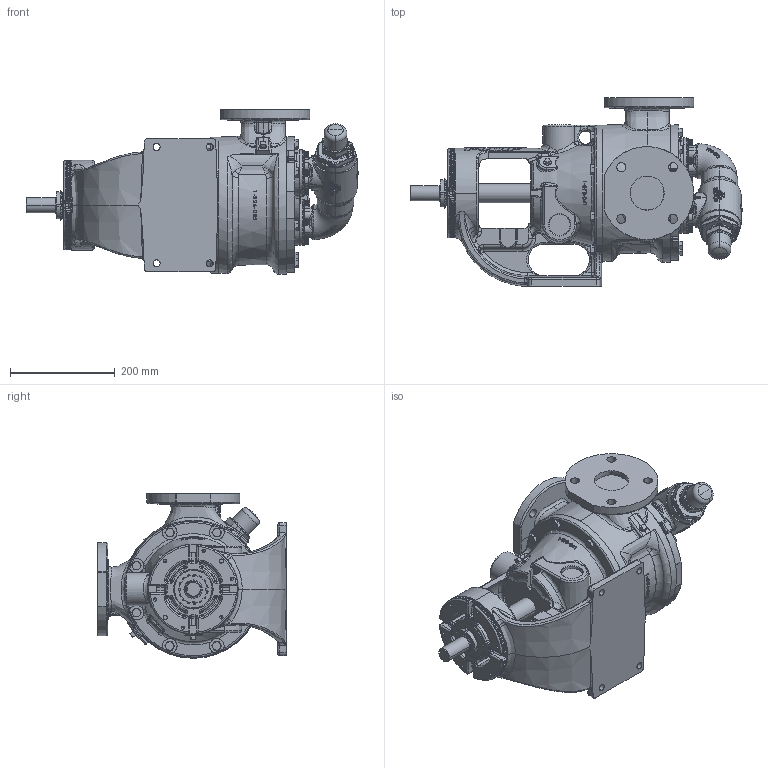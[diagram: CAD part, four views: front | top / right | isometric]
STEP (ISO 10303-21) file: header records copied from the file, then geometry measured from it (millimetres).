
FILE_DESCRIPTION (( 'STEP AP214' ), '1' );
FILE_NAME ('LQ224A.STEP', '2016-10-10T16:47:27', ( '' ), ( '' ), 'SwSTEP 2.0', 'SolidWorks 2015', '' );
FILE_SCHEMA (( 'AUTOMOTIVE_DESIGN' ));
Length unit declared in the file: inch
Products named in the file (2): LQ224A
Bounding box: 634.87 x 360.43 x 314.82 mm (x, y, z)
Volume: 16895769.5 mm3; surface area: 880672.9 mm2
Topology: 1 solids, 1 shells, 4350 faces, 11220 edges, 6938 vertices
Faces by surface type: plane 1402, bspline 1186, cone 751, cylinder 687, torus 240, sphere 84
Entity records: 273444 total; most frequent: CARTESIAN_POINT 144759, ORIENTED_EDGE 22226, DIRECTION 16668, EDGE_CURVE 11113, VERTEX_POINT 6937, AXIS2_PLACEMENT_3D 6671, EDGE_LOOP 4578, ADVANCED_FACE 4350
